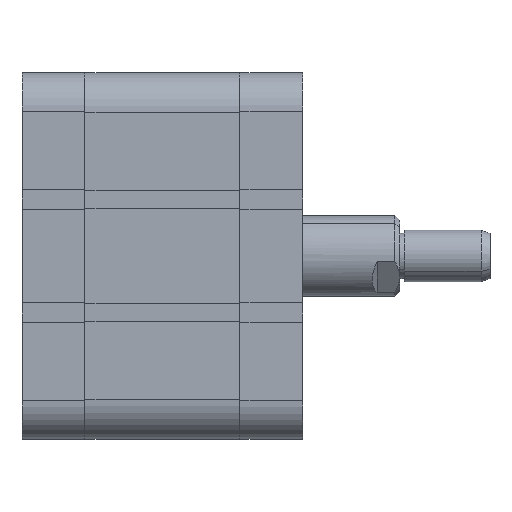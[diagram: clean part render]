
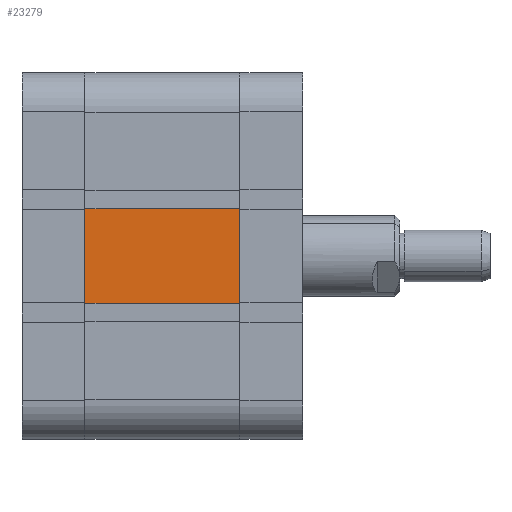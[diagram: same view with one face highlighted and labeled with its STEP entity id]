
A CAD part, front view. The second image highlights one B-rep face of the part: STEP entity #23279.
In plain terms, the highlighted planar face has unit normal (0, -1, 0).
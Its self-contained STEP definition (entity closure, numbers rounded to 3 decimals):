
#352 = VECTOR ( 'NONE', #2644, 1000. ) ;
#1120 = DIRECTION ( 'NONE',  ( -1., 0., 0. ) ) ;
#1281 = EDGE_CURVE ( 'NONE', #28862, #8131, #5041, .T. ) ;
#1393 = DIRECTION ( 'NONE',  ( 0., 0., -1. ) ) ;
#2644 = DIRECTION ( 'NONE',  ( 0., 0., -1. ) ) ;
#4739 = EDGE_CURVE ( 'NONE', #12490, #29698, #13508, .T. ) ;
#5041 = LINE ( 'NONE', #24775, #352 ) ;
#5326 = FACE_OUTER_BOUND ( 'NONE', #11423, .T. ) ;
#5638 = CARTESIAN_POINT ( 'NONE',  ( 48., -56.75, -56.75 ) ) ;
#8131 = VERTEX_POINT ( 'NONE', #16450 ) ;
#11423 = EDGE_LOOP ( 'NONE', ( #26651, #16742, #20666, #29240 ) ) ;
#12464 = PLANE ( 'NONE',  #21230 ) ;
#12490 = VERTEX_POINT ( 'NONE', #29871 ) ;
#13508 = LINE ( 'NONE', #13671, #16191 ) ;
#13671 = CARTESIAN_POINT ( 'NONE',  ( 0., -56.75, -56.75 ) ) ;
#14120 = LINE ( 'NONE', #16552, #31392 ) ;
#15530 = DIRECTION ( 'NONE',  ( 0., 1., 0. ) ) ;
#16191 = VECTOR ( 'NONE', #1393, 1000. ) ;
#16450 = CARTESIAN_POINT ( 'NONE',  ( 48., -56.75, -14.7 ) ) ;
#16552 = CARTESIAN_POINT ( 'NONE',  ( 48.001, -56.75, 14.7 ) ) ;
#16742 = ORIENTED_EDGE ( 'NONE', *, *, #4739, .T. ) ;
#17808 = EDGE_CURVE ( 'NONE', #28862, #12490, #14120, .T. ) ;
#18096 = CARTESIAN_POINT ( 'NONE',  ( 0., -56.75, -14.7 ) ) ;
#19434 = EDGE_CURVE ( 'NONE', #8131, #29698, #23226, .T. ) ;
#20666 = ORIENTED_EDGE ( 'NONE', *, *, #19434, .F. ) ;
#21230 = AXIS2_PLACEMENT_3D ( 'NONE', #5638, #15530, #22475 ) ;
#22475 = DIRECTION ( 'NONE',  ( 0., 0., 1. ) ) ;
#23226 = LINE ( 'NONE', #31109, #28297 ) ;
#23279 = ADVANCED_FACE ( 'NONE', ( #5326 ), #12464, .F. ) ;
#23372 = CARTESIAN_POINT ( 'NONE',  ( 48., -56.75, 14.7 ) ) ;
#23645 = DIRECTION ( 'NONE',  ( -1., 0., 0. ) ) ;
#24775 = CARTESIAN_POINT ( 'NONE',  ( 48., -56.75, -56.75 ) ) ;
#26651 = ORIENTED_EDGE ( 'NONE', *, *, #17808, .T. ) ;
#28297 = VECTOR ( 'NONE', #1120, 1000. ) ;
#28862 = VERTEX_POINT ( 'NONE', #23372 ) ;
#29240 = ORIENTED_EDGE ( 'NONE', *, *, #1281, .F. ) ;
#29698 = VERTEX_POINT ( 'NONE', #18096 ) ;
#29871 = CARTESIAN_POINT ( 'NONE',  ( 0., -56.75, 14.7 ) ) ;
#31109 = CARTESIAN_POINT ( 'NONE',  ( 48.001, -56.75, -14.7 ) ) ;
#31392 = VECTOR ( 'NONE', #23645, 1000. ) ;
